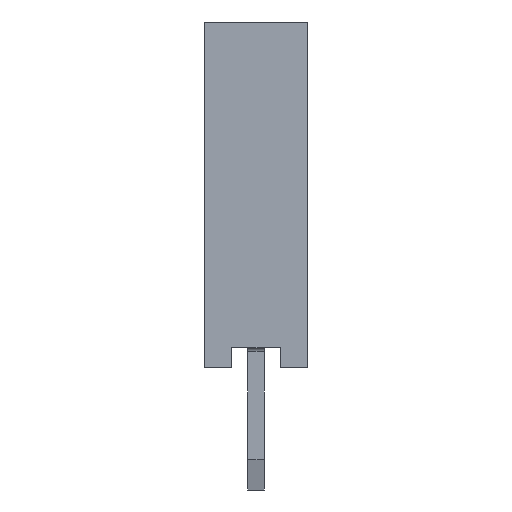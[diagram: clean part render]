
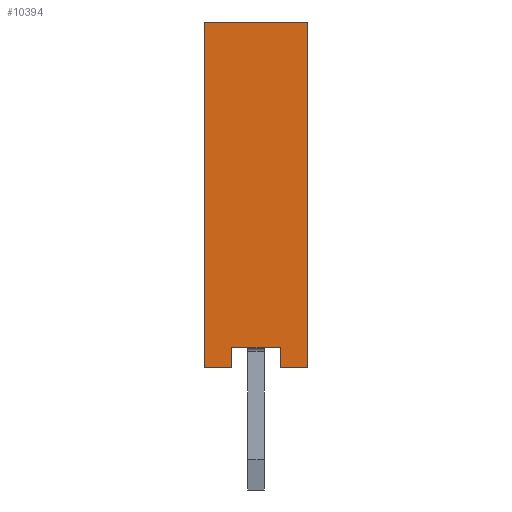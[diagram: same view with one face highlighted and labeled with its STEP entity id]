
A CAD part, left-side view. The second image highlights one B-rep face of the part: STEP entity #10394.
In plain terms, the highlighted planar face has unit normal (-1, 0, 0).
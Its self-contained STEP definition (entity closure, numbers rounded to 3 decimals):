
#10394=ADVANCED_FACE('',(#22338),#22340,.T.);
#22338=FACE_BOUND('',#22339,.T.);
#22339=EDGE_LOOP('',(#32117,#32118,#32119,#32120,#32121,#32122,#32123,#32124));
#22340=PLANE('',#22341);
#22341=AXIS2_PLACEMENT_3D('',#22342,#22343,#22344);
#22342=CARTESIAN_POINT('',(-1.27,1.27,0.));
#22343=DIRECTION('',(-1.,0.,0.));
#22344=DIRECTION('',(0.,-1.,0.));
#32117=ORIENTED_EDGE('',*,*,#37893,.T.);
#32118=ORIENTED_EDGE('',*,*,#37894,.T.);
#32119=ORIENTED_EDGE('',*,*,#37895,.T.);
#32120=ORIENTED_EDGE('',*,*,#37896,.F.);
#32121=ORIENTED_EDGE('',*,*,#37897,.F.);
#32122=ORIENTED_EDGE('',*,*,#37898,.T.);
#32123=ORIENTED_EDGE('',*,*,#37899,.T.);
#32124=ORIENTED_EDGE('',*,*,#36033,.T.);
#36033=EDGE_CURVE('',#42029,#42030,#42031,.T.);
#37893=EDGE_CURVE('',#42030,#44797,#44798,.F.);
#37894=EDGE_CURVE('',#44797,#44799,#44800,.T.);
#37895=EDGE_CURVE('',#44799,#44801,#44802,.T.);
#37896=EDGE_CURVE('',#44803,#44801,#44804,.T.);
#37897=EDGE_CURVE('',#44805,#44803,#44806,.T.);
#37898=EDGE_CURVE('',#44805,#44807,#44808,.T.);
#37899=EDGE_CURVE('',#44807,#42029,#44809,.F.);
#42029=VERTEX_POINT('',#53285);
#42030=VERTEX_POINT('',#53286);
#42031=LINE('',#53287,#53288);
#44797=VERTEX_POINT('',#60053);
#44798=LINE('',#60054,#60055);
#44799=VERTEX_POINT('',#60057);
#44800=LINE('',#60058,#60059);
#44801=VERTEX_POINT('',#60061);
#44802=LINE('',#60062,#60063);
#44803=VERTEX_POINT('',#60065);
#44804=LINE('',#60066,#60067);
#44805=VERTEX_POINT('',#60069);
#44806=LINE('',#60070,#60071);
#44807=VERTEX_POINT('',#60073);
#44808=LINE('',#60074,#60075);
#44809=LINE('',#60077,#60078);
#53285=CARTESIAN_POINT('',(-1.27,0.6,0.5));
#53286=CARTESIAN_POINT('',(-1.27,-0.6,0.5));
#53287=CARTESIAN_POINT('',(-1.27,0.6,0.5));
#53288=VECTOR('',#53289,1.);
#53289=DIRECTION('',(0.,-1.,0.));
#60053=CARTESIAN_POINT('',(-1.27,-0.6,0.));
#60054=CARTESIAN_POINT('',(-1.27,-0.6,0.));
#60055=VECTOR('',#60056,1.);
#60056=DIRECTION('',(0.,0.,1.));
#60057=CARTESIAN_POINT('',(-1.27,-1.27,0.));
#60058=CARTESIAN_POINT('',(-1.27,-0.6,0.));
#60059=VECTOR('',#60060,1.);
#60060=DIRECTION('',(0.,-1.,0.));
#60061=CARTESIAN_POINT('',(-1.27,-1.27,8.5));
#60062=CARTESIAN_POINT('',(-1.27,-1.27,0.));
#60063=VECTOR('',#60064,1.);
#60064=DIRECTION('',(0.,0.,1.));
#60065=CARTESIAN_POINT('',(-1.27,1.27,8.5));
#60066=CARTESIAN_POINT('',(-1.27,1.27,8.5));
#60067=VECTOR('',#60068,1.);
#60068=DIRECTION('',(0.,-1.,0.));
#60069=CARTESIAN_POINT('',(-1.27,1.27,0.));
#60070=CARTESIAN_POINT('',(-1.27,1.27,0.));
#60071=VECTOR('',#60072,1.);
#60072=DIRECTION('',(0.,0.,1.));
#60073=CARTESIAN_POINT('',(-1.27,0.6,0.));
#60074=CARTESIAN_POINT('',(-1.27,1.27,0.));
#60075=VECTOR('',#60076,1.);
#60076=DIRECTION('',(0.,-1.,0.));
#60077=CARTESIAN_POINT('',(-1.27,0.6,0.5));
#60078=VECTOR('',#60079,1.);
#60079=DIRECTION('',(0.,0.,-1.));
